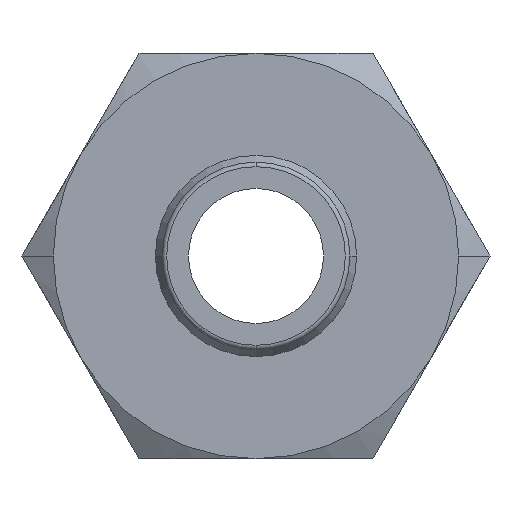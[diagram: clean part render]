
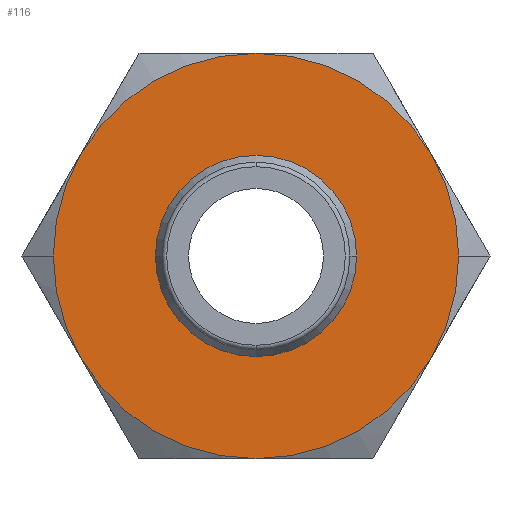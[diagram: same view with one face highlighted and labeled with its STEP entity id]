
A CAD part, front view. The second image highlights one B-rep face of the part: STEP entity #116.
In plain terms, the highlighted planar face has unit normal (0, -1, 0).
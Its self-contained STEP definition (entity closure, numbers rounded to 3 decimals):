
#116=ADVANCED_FACE('',(#246,#247),#248,.T.);
#246=FACE_OUTER_BOUND('',#389,.T.);
#247=FACE_BOUND('',#390,.T.);
#248=PLANE('',#391);
#389=EDGE_LOOP('',(#646,#647,#648,#649,#650,#651,#652,#653));
#390=EDGE_LOOP('',(#654,#655));
#391=AXIS2_PLACEMENT_3D('',#656,#657,#658);
#646=ORIENTED_EDGE('',*,*,#869,.T.);
#647=ORIENTED_EDGE('',*,*,#915,.T.);
#648=ORIENTED_EDGE('',*,*,#831,.T.);
#649=ORIENTED_EDGE('',*,*,#861,.T.);
#650=ORIENTED_EDGE('',*,*,#886,.T.);
#651=ORIENTED_EDGE('',*,*,#916,.T.);
#652=ORIENTED_EDGE('',*,*,#917,.T.);
#653=ORIENTED_EDGE('',*,*,#918,.T.);
#654=ORIENTED_EDGE('',*,*,#919,.F.);
#655=ORIENTED_EDGE('',*,*,#920,.F.);
#656=CARTESIAN_POINT('',(-6.75,14.0,0.0));
#657=DIRECTION('',(0.,-1.0,0.0));
#658=DIRECTION('',(-1.0,0.,0.0));
#831=EDGE_CURVE('',#976,#979,#981,.T.);
#861=EDGE_CURVE('',#979,#1027,#1029,.T.);
#869=EDGE_CURVE('',#1041,#1039,#1042,.T.);
#886=EDGE_CURVE('',#1027,#1066,#1068,.T.);
#915=EDGE_CURVE('',#1039,#976,#1105,.T.);
#916=EDGE_CURVE('',#1066,#1047,#1106,.T.);
#917=EDGE_CURVE('',#1047,#1107,#1108,.T.);
#918=EDGE_CURVE('',#1107,#1041,#1109,.T.);
#919=EDGE_CURVE('',#1110,#1111,#1112,.T.);
#920=EDGE_CURVE('',#1111,#1110,#1113,.T.);
#976=VERTEX_POINT('',#1174);
#979=VERTEX_POINT('',#1188);
#981=CIRCLE('',#1201,13.5);
#1027=VERTEX_POINT('',#1257);
#1029=CIRCLE('',#1270,13.5);
#1039=VERTEX_POINT('',#1293);
#1041=VERTEX_POINT('',#1296);
#1042=CIRCLE('',#1297,13.5);
#1047=VERTEX_POINT('',#1313);
#1066=VERTEX_POINT('',#1359);
#1068=CIRCLE('',#1362,13.5);
#1105=CIRCLE('',#1427,13.5);
#1106=CIRCLE('',#1428,13.5);
#1107=VERTEX_POINT('',#1429);
#1108=CIRCLE('',#1430,13.5);
#1109=CIRCLE('',#1431,13.5);
#1110=VERTEX_POINT('',#1432);
#1111=VERTEX_POINT('',#1433);
#1112=CIRCLE('',#1434,6.7);
#1113=CIRCLE('',#1435,6.7);
#1174=CARTESIAN_POINT('',(-11.691,14.0,-6.75));
#1188=CARTESIAN_POINT('',(0.,14.0,-13.5));
#1201=AXIS2_PLACEMENT_3D('',#1531,#1532,#1533);
#1257=CARTESIAN_POINT('',(11.691,14.0,-6.75));
#1270=AXIS2_PLACEMENT_3D('',#1577,#1578,#1579);
#1293=CARTESIAN_POINT('',(-13.5,14.0,0.));
#1296=CARTESIAN_POINT('',(-11.691,14.0,6.75));
#1297=AXIS2_PLACEMENT_3D('',#1586,#1587,#1588);
#1313=CARTESIAN_POINT('',(11.691,14.0,6.75));
#1359=CARTESIAN_POINT('',(13.5,14.0,0.));
#1362=AXIS2_PLACEMENT_3D('',#1604,#1605,#1606);
#1427=AXIS2_PLACEMENT_3D('',#1646,#1647,#1648);
#1428=AXIS2_PLACEMENT_3D('',#1649,#1650,#1651);
#1429=CARTESIAN_POINT('',(0.,14.0,13.5));
#1430=AXIS2_PLACEMENT_3D('',#1652,#1653,#1654);
#1431=AXIS2_PLACEMENT_3D('',#1655,#1656,#1657);
#1432=CARTESIAN_POINT('',(-6.7,14.0,0.));
#1433=CARTESIAN_POINT('',(6.7,14.0,0.));
#1434=AXIS2_PLACEMENT_3D('',#1658,#1659,#1660);
#1435=AXIS2_PLACEMENT_3D('',#1661,#1662,#1663);
#1531=CARTESIAN_POINT('',(0.,14.0,0.0));
#1532=DIRECTION('',(0.,-1.0,0.0));
#1533=DIRECTION('',(-1.0,0.,0.0));
#1577=CARTESIAN_POINT('',(0.,14.0,0.0));
#1578=DIRECTION('',(0.,-1.0,0.0));
#1579=DIRECTION('',(-1.0,0.,0.0));
#1586=CARTESIAN_POINT('',(0.,14.0,0.0));
#1587=DIRECTION('',(0.,-1.0,0.0));
#1588=DIRECTION('',(-1.0,0.,0.0));
#1604=CARTESIAN_POINT('',(0.,14.0,0.0));
#1605=DIRECTION('',(0.,-1.0,0.0));
#1606=DIRECTION('',(-1.0,0.,0.0));
#1646=CARTESIAN_POINT('',(0.,14.0,0.0));
#1647=DIRECTION('',(0.,-1.0,0.0));
#1648=DIRECTION('',(-1.0,0.,0.0));
#1649=CARTESIAN_POINT('',(0.,14.0,0.0));
#1650=DIRECTION('',(0.,-1.0,0.0));
#1651=DIRECTION('',(-1.0,0.,0.0));
#1652=CARTESIAN_POINT('',(0.,14.0,0.0));
#1653=DIRECTION('',(0.,-1.0,0.0));
#1654=DIRECTION('',(-1.0,0.,0.0));
#1655=CARTESIAN_POINT('',(0.,14.0,0.0));
#1656=DIRECTION('',(0.,-1.0,0.0));
#1657=DIRECTION('',(-1.0,0.,0.0));
#1658=CARTESIAN_POINT('',(0.0,14.0,0.0));
#1659=DIRECTION('',(0.,-1.0,0.0));
#1660=DIRECTION('',(1.0,0.,0.0));
#1661=CARTESIAN_POINT('',(0.0,14.0,0.0));
#1662=DIRECTION('',(0.,-1.0,0.0));
#1663=DIRECTION('',(1.0,0.,0.0));
